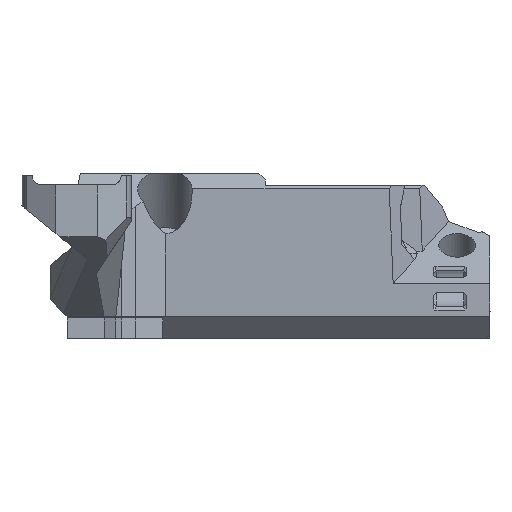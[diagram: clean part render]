
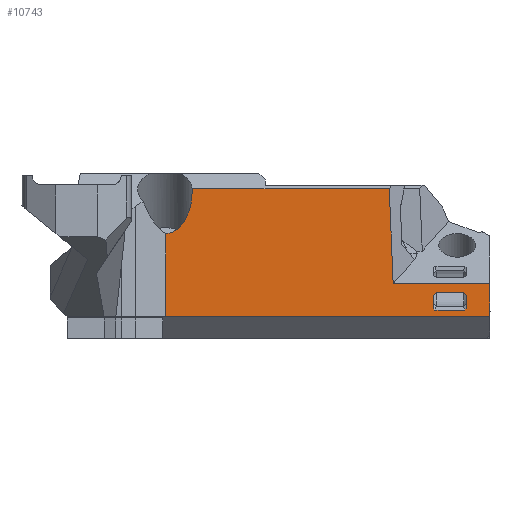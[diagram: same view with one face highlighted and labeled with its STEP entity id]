
A CAD part, front view. The second image highlights one B-rep face of the part: STEP entity #10743.
In plain terms, the highlighted planar face has unit normal (0, -1, 0).
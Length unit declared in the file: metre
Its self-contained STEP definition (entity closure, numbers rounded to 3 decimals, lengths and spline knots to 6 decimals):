
#238=ELLIPSE('',#11354,0.005445,0.0035);
#2409=ORIENTED_EDGE('',*,*,#4573,.F.);
#2410=ORIENTED_EDGE('',*,*,#4576,.F.);
#2411=ORIENTED_EDGE('',*,*,#4577,.T.);
#2412=ORIENTED_EDGE('',*,*,#4578,.T.);
#2413=ORIENTED_EDGE('',*,*,#4579,.F.);
#2414=ORIENTED_EDGE('',*,*,#4580,.T.);
#2415=ORIENTED_EDGE('',*,*,#4581,.T.);
#2416=ORIENTED_EDGE('',*,*,#4582,.T.);
#2417=ORIENTED_EDGE('',*,*,#4499,.F.);
#2418=ORIENTED_EDGE('',*,*,#4564,.T.);
#2419=ORIENTED_EDGE('',*,*,#4583,.T.);
#2420=ORIENTED_EDGE('',*,*,#4232,.T.);
#2421=ORIENTED_EDGE('',*,*,#4269,.F.);
#2422=ORIENTED_EDGE('',*,*,#4271,.F.);
#2423=ORIENTED_EDGE('',*,*,#4267,.F.);
#2424=ORIENTED_EDGE('',*,*,#4216,.T.);
#2425=ORIENTED_EDGE('',*,*,#4222,.T.);
#2426=ORIENTED_EDGE('',*,*,#4240,.T.);
#2427=ORIENTED_EDGE('',*,*,#4237,.T.);
#4216=EDGE_CURVE('',#5533,#5534,#6783,.T.);
#4222=EDGE_CURVE('',#5534,#5539,#6787,.T.);
#4232=EDGE_CURVE('',#5547,#5548,#6791,.T.);
#4237=EDGE_CURVE('',#5551,#5547,#6795,.T.);
#4240=EDGE_CURVE('',#5539,#5551,#6797,.T.);
#4267=EDGE_CURVE('',#5533,#5570,#6820,.T.);
#4269=EDGE_CURVE('',#5571,#5548,#6821,.T.);
#4271=EDGE_CURVE('',#5570,#5571,#6822,.T.);
#4499=EDGE_CURVE('',#5734,#5735,#7007,.T.);
#4564=EDGE_CURVE('',#5734,#5771,#7057,.T.);
#4573=EDGE_CURVE('',#5778,#5779,#7064,.T.);
#4576=EDGE_CURVE('',#5781,#5778,#7066,.T.);
#4577=EDGE_CURVE('',#5781,#5782,#7067,.T.);
#4578=EDGE_CURVE('',#5782,#5783,#238,.T.);
#4579=EDGE_CURVE('',#5784,#5783,#7068,.T.);
#4580=EDGE_CURVE('',#5784,#5785,#7069,.T.);
#4581=EDGE_CURVE('',#5785,#5786,#7070,.T.);
#4582=EDGE_CURVE('',#5786,#5735,#7071,.T.);
#4583=EDGE_CURVE('',#5771,#5779,#7072,.T.);
#5533=VERTEX_POINT('',#15934);
#5534=VERTEX_POINT('',#15935);
#5539=VERTEX_POINT('',#15947);
#5547=VERTEX_POINT('',#15974);
#5548=VERTEX_POINT('',#15975);
#5551=VERTEX_POINT('',#15984);
#5570=VERTEX_POINT('',#16056);
#5571=VERTEX_POINT('',#16063);
#5734=VERTEX_POINT('',#16948);
#5735=VERTEX_POINT('',#16950);
#5771=VERTEX_POINT('',#17229);
#5778=VERTEX_POINT('',#17247);
#5779=VERTEX_POINT('',#17249);
#5781=VERTEX_POINT('',#17256);
#5782=VERTEX_POINT('',#17258);
#5783=VERTEX_POINT('',#17260);
#5784=VERTEX_POINT('',#17262);
#5785=VERTEX_POINT('',#17264);
#5786=VERTEX_POINT('',#17266);
#6783=LINE('',#15933,#8180);
#6787=LINE('',#15946,#8184);
#6791=LINE('',#15973,#8188);
#6795=LINE('',#15983,#8192);
#6797=LINE('',#15989,#8194);
#6820=LINE('',#16055,#8217);
#6821=LINE('',#16062,#8218);
#6822=LINE('',#16069,#8219);
#7007=LINE('',#16949,#8404);
#7057=LINE('',#17230,#8454);
#7064=LINE('',#17248,#8461);
#7066=LINE('',#17255,#8463);
#7067=LINE('',#17257,#8464);
#7068=LINE('',#17261,#8465);
#7069=LINE('',#17263,#8466);
#7070=LINE('',#17265,#8467);
#7071=LINE('',#17267,#8468);
#7072=LINE('',#17268,#8469);
#8180=VECTOR('',#12887,1.);
#8184=VECTOR('',#12897,1.);
#8188=VECTOR('',#12915,1.);
#8192=VECTOR('',#12923,1.);
#8194=VECTOR('',#12929,1.);
#8217=VECTOR('',#12972,1.);
#8218=VECTOR('',#12975,1.);
#8219=VECTOR('',#12978,1.);
#8404=VECTOR('',#13319,1.);
#8454=VECTOR('',#13415,1.);
#8461=VECTOR('',#13430,1.);
#8463=VECTOR('',#13438,1.);
#8464=VECTOR('',#13439,1.);
#8465=VECTOR('',#13442,1.);
#8466=VECTOR('',#13443,1.);
#8467=VECTOR('',#13444,1.);
#8468=VECTOR('',#13445,1.);
#8469=VECTOR('',#13446,1.);
#9201=EDGE_LOOP('',(#2409,#2410,#2411,#2412,#2413,#2414,#2415,#2416,#2417,
#2418,#2419));
#9202=EDGE_LOOP('',(#2420,#2421,#2422,#2423,#2424,#2425,#2426,#2427));
#9783=FACE_BOUND('',#9201,.T.);
#9784=FACE_BOUND('',#9202,.T.);
#10259=PLANE('',#11353);
#10743=ADVANCED_FACE('',(#9783,#9784),#10259,.F.);
#11353=AXIS2_PLACEMENT_3D('',#17254,#13436,#13437);
#11354=AXIS2_PLACEMENT_3D('',#17259,#13440,#13441);
#12887=DIRECTION('',(0.,0.,1.));
#12897=DIRECTION('',(0.707,0.,0.707));
#12915=DIRECTION('',(0.,0.,-1.));
#12923=DIRECTION('',(0.707,0.,-0.707));
#12929=DIRECTION('',(1.,0.,0.));
#12972=DIRECTION('',(0.705,0.,-0.709));
#12975=DIRECTION('',(0.705,0.,0.709));
#12978=DIRECTION('',(1.,0.,0.));
#13319=DIRECTION('',(0.,0.,-1.));
#13415=DIRECTION('',(-1.,0.,0.));
#13430=DIRECTION('',(1.,0.,0.));
#13436=DIRECTION('',(0.,1.,0.));
#13437=DIRECTION('',(0.,0.,1.));
#13438=DIRECTION('',(0.,0.,-1.));
#13439=DIRECTION('',(-1.,0.,0.));
#13440=DIRECTION('',(0.,1.,0.));
#13441=DIRECTION('',(0.,0.,-1.));
#13442=DIRECTION('',(0.,0.,1.));
#13443=DIRECTION('',(-0.999,0.,-0.046));
#13444=DIRECTION('',(0.,0.,-1.));
#13445=DIRECTION('',(1.,0.,0.));
#13446=DIRECTION('',(-0.041,0.,0.999));
#15933=CARTESIAN_POINT('',(0.015619,-0.000624,0.060349));
#15934=CARTESIAN_POINT('',(0.015619,-0.000624,0.059313));
#15935=CARTESIAN_POINT('',(0.015619,-0.000624,0.060879));
#15946=CARTESIAN_POINT('',(0.015819,-0.000624,0.061079));
#15947=CARTESIAN_POINT('',(0.016019,-0.000624,0.061279));
#15973=CARTESIAN_POINT('',(0.019919,-0.000624,0.060027));
#15974=CARTESIAN_POINT('',(0.019919,-0.000624,0.060879));
#15975=CARTESIAN_POINT('',(0.019919,-0.000624,0.059313));
#15983=CARTESIAN_POINT('',(0.019719,-0.000624,0.061079));
#15984=CARTESIAN_POINT('',(0.019519,-0.000624,0.061279));
#15989=CARTESIAN_POINT('',(0.017769,-0.000624,0.061279));
#16055=CARTESIAN_POINT('',(-0.000756,-0.000624,
0.075773));
#16056=CARTESIAN_POINT('',(0.015853,-0.000624,0.059079));
#16062=CARTESIAN_POINT('',(-0.001362,-0.000624,0.037923));
#16063=CARTESIAN_POINT('',(0.019685,-0.000624,0.059079));
#16069=CARTESIAN_POINT('',(0.017769,-0.000624,0.059079));
#16948=CARTESIAN_POINT('',(0.022905,-0.000624,0.062479));
#16949=CARTESIAN_POINT('',(0.022905,-0.000624,0.062231));
#16950=CARTESIAN_POINT('',(0.022905,-0.000624,0.058261));
#17229=CARTESIAN_POINT('',(0.010509,-0.000624,0.062479));
#17230=CARTESIAN_POINT('',(-0.020082,-0.000624,0.062479));
#17247=CARTESIAN_POINT('',(-0.009743,-0.000624,0.074623));
#17248=CARTESIAN_POINT('',(0.000404,-0.000624,0.074623));
#17249=CARTESIAN_POINT('',(0.010006,-0.000624,0.074623));
#17254=CARTESIAN_POINT('',(-0.020082,-0.000624,0.056547));
#17255=CARTESIAN_POINT('',(-0.009743,-0.000624,0.104256));
#17256=CARTESIAN_POINT('',(-0.009743,-0.000624,0.074631));
#17257=CARTESIAN_POINT('',(-0.009757,-0.000624,0.074631));
#17258=CARTESIAN_POINT('',(-0.015208,-0.000624,0.074631));
#17259=CARTESIAN_POINT('',(-0.018701,-0.000624,0.074278));
#17260=CARTESIAN_POINT('',(-0.018614,-0.000624,0.068835));
#17261=CARTESIAN_POINT('',(-0.018614,-0.000624,0.076525));
#17262=CARTESIAN_POINT('',(-0.018614,-0.000624,0.062756));
#17263=CARTESIAN_POINT('',(-0.01598,-0.000624,0.062877));
#17264=CARTESIAN_POINT('',(-0.018628,-0.000624,0.062756));
#17265=CARTESIAN_POINT('',(-0.018628,-0.000624,0.076525));
#17266=CARTESIAN_POINT('',(-0.018628,-0.000624,0.058261));
#17267=CARTESIAN_POINT('',(-0.008049,-0.000624,0.058261));
#17268=CARTESIAN_POINT('',(0.01032,-0.000624,0.06704));
